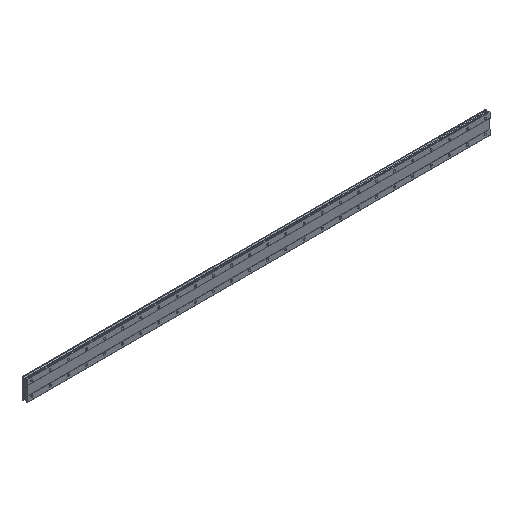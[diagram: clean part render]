
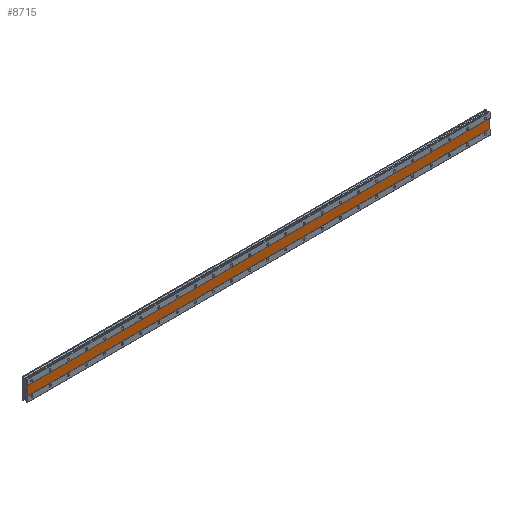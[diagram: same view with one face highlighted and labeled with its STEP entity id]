
A CAD part, isometric view. The second image highlights one B-rep face of the part: STEP entity #8715.
In plain terms, the highlighted planar face has unit normal (0, -1, 0).
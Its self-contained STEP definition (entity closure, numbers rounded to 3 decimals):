
#15 = DIRECTION ( 'NONE',  ( -1., 0., 0. ) ) ;
#379 = DIRECTION ( 'NONE',  ( 1., 0., 0. ) ) ;
#546 = CARTESIAN_POINT ( 'NONE',  ( 2020., 1., -20. ) ) ;
#970 = VERTEX_POINT ( 'NONE', #4344 ) ;
#1255 = LINE ( 'NONE', #546, #4743 ) ;
#1308 = LINE ( 'NONE', #4135, #6210 ) ;
#1384 = VECTOR ( 'NONE', #4333, 1000. ) ;
#1447 = CARTESIAN_POINT ( 'NONE',  ( -20., 1., -20. ) ) ;
#1497 = CARTESIAN_POINT ( 'NONE',  ( 2020., 1., 20. ) ) ;
#1572 = EDGE_CURVE ( 'NONE', #970, #7605, #1308, .T. ) ;
#1801 = DIRECTION ( 'NONE',  ( 0., 0., 1. ) ) ;
#2293 = AXIS2_PLACEMENT_3D ( 'NONE', #8976, #6783, #1801 ) ;
#2388 = VERTEX_POINT ( 'NONE', #1447 ) ;
#3005 = EDGE_LOOP ( 'NONE', ( #5348, #4204, #4788, #7945 ) ) ;
#3172 = LINE ( 'NONE', #5978, #7889 ) ;
#3335 = FACE_OUTER_BOUND ( 'NONE', #3005, .T. ) ;
#3551 = EDGE_CURVE ( 'NONE', #6707, #2388, #1255, .T. ) ;
#3648 = LINE ( 'NONE', #1497, #1384 ) ;
#4135 = CARTESIAN_POINT ( 'NONE',  ( 2020., 1., 20. ) ) ;
#4204 = ORIENTED_EDGE ( 'NONE', *, *, #7834, .F. ) ;
#4333 = DIRECTION ( 'NONE',  ( 0., 0., -1. ) ) ;
#4344 = CARTESIAN_POINT ( 'NONE',  ( -20., 1., 20. ) ) ;
#4742 = CARTESIAN_POINT ( 'NONE',  ( 2020., 1., -20. ) ) ;
#4743 = VECTOR ( 'NONE', #15, 1000. ) ;
#4788 = ORIENTED_EDGE ( 'NONE', *, *, #1572, .F. ) ;
#5348 = ORIENTED_EDGE ( 'NONE', *, *, #3551, .F. ) ;
#5479 = CARTESIAN_POINT ( 'NONE',  ( 2020., 1., 20. ) ) ;
#5978 = CARTESIAN_POINT ( 'NONE',  ( -20., 1., 20. ) ) ;
#6210 = VECTOR ( 'NONE', #379, 1000. ) ;
#6707 = VERTEX_POINT ( 'NONE', #4742 ) ;
#6783 = DIRECTION ( 'NONE',  ( 0., 1., 0. ) ) ;
#7478 = PLANE ( 'NONE',  #2293 ) ;
#7605 = VERTEX_POINT ( 'NONE', #5479 ) ;
#7834 = EDGE_CURVE ( 'NONE', #7605, #6707, #3648, .T. ) ;
#7889 = VECTOR ( 'NONE', #8722, 1000. ) ;
#7945 = ORIENTED_EDGE ( 'NONE', *, *, #9060, .F. ) ;
#8715 = ADVANCED_FACE ( 'NONE', ( #3335 ), #7478, .F. ) ;
#8722 = DIRECTION ( 'NONE',  ( 0., 0., 1. ) ) ;
#8976 = CARTESIAN_POINT ( 'NONE',  ( 2020., 1., 20. ) ) ;
#9060 = EDGE_CURVE ( 'NONE', #2388, #970, #3172, .T. ) ;
